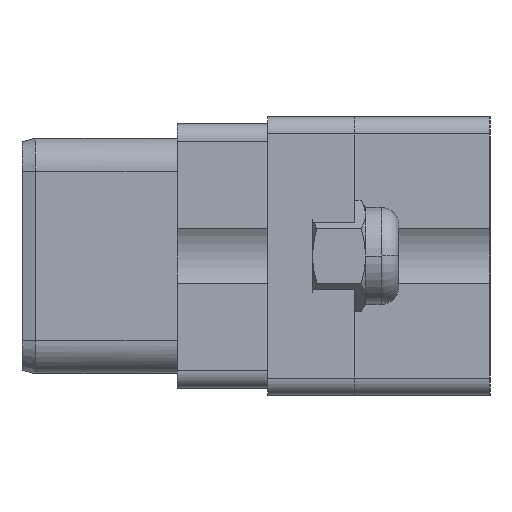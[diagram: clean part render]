
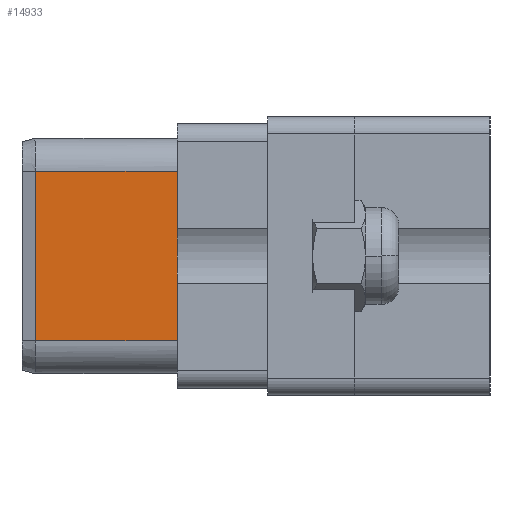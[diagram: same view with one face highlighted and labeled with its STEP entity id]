
A CAD part, left-side view. The second image highlights one B-rep face of the part: STEP entity #14933.
In plain terms, the highlighted planar face has unit normal (-1, 0.011, 0).
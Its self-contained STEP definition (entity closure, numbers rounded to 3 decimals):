
#1595=DIRECTION('',(-0.011,-1.,0.));
#1596=VECTOR('',#1595,8.088);
#1597=CARTESIAN_POINT('',(-36.064,8.088,-4.825));
#1598=LINE('',#1597,#1596);
#1617=CARTESIAN_POINT('',(-36.155,0.,-4.825));
#1619=DIRECTION('',(0.,0.,1.));
#1620=VECTOR('',#1619,9.65);
#1621=CARTESIAN_POINT('',(-36.064,8.088,-4.825));
#1622=LINE('',#1621,#1620);
#1623=DIRECTION('',(-0.011,-1.,0.));
#1624=VECTOR('',#1623,8.088);
#1625=CARTESIAN_POINT('',(-36.064,8.088,4.825));
#1626=LINE('',#1625,#1624);
#1670=CARTESIAN_POINT('',(-36.155,0.,4.825));
#1719=DIRECTION('',(0.,0.,1.));
#1720=VECTOR('',#1719,9.65);
#1721=CARTESIAN_POINT('',(-36.155,0.,-4.825));
#1722=LINE('',#1721,#1720);
#10340=VERTEX_POINT('',#1617);
#10342=VERTEX_POINT('',#1670);
#10359=CARTESIAN_POINT('',(-36.064,8.088,-4.825));
#10360=VERTEX_POINT('',#10359);
#10361=CARTESIAN_POINT('',(-36.064,8.088,4.825));
#10362=VERTEX_POINT('',#10361);
#14920=CARTESIAN_POINT('',(-36.055,8.85,6.705));
#14921=DIRECTION('',(-1.,0.011,0.));
#14922=DIRECTION('',(-0.011,-1.,0.));
#14923=AXIS2_PLACEMENT_3D('',#14920,#14921,#14922);
#14924=PLANE('',#14923);
#14925=ORIENTED_EDGE('',*,*,#14913,.F.);
#14926=ORIENTED_EDGE('',*,*,#14770,.T.);
#14928=ORIENTED_EDGE('',*,*,#14927,.T.);
#14930=ORIENTED_EDGE('',*,*,#14929,.F.);
#14931=EDGE_LOOP('',(#14925,#14926,#14928,#14930));
#14932=FACE_OUTER_BOUND('',#14931,.F.);
#14933=ADVANCED_FACE('',(#14932),#14924,.T.);
#14770=EDGE_CURVE('',#10360,#10362,#1622,.T.);
#14913=EDGE_CURVE('',#10360,#10340,#1598,.T.);
#14927=EDGE_CURVE('',#10362,#10342,#1626,.T.);
#14929=EDGE_CURVE('',#10340,#10342,#1722,.T.);
